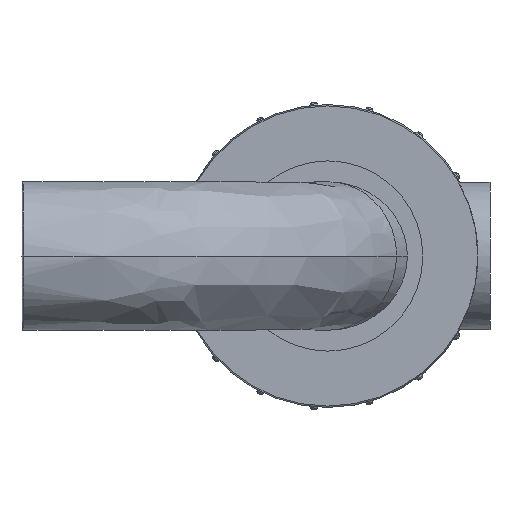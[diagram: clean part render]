
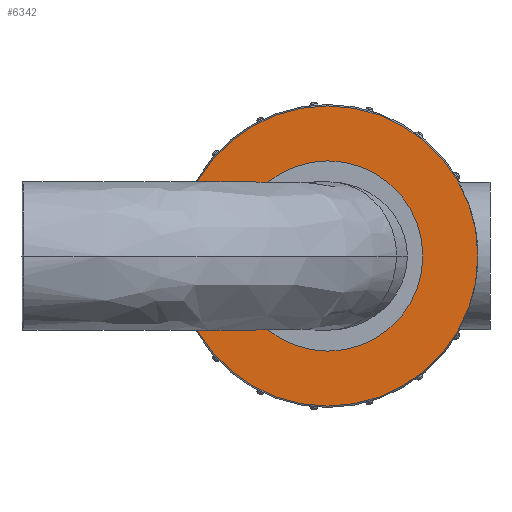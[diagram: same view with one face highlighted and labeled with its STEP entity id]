
A CAD part, front view. The second image highlights one B-rep face of the part: STEP entity #6342.
In plain terms, the highlighted planar face has unit normal (0, -1, 0).
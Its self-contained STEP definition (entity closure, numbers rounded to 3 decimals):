
#1466 = CIRCLE ( 'NONE', #11115, 3.581 ) ;
#2058 = CIRCLE ( 'NONE', #10973, 3.581 ) ;
#2091 = CIRCLE ( 'NONE', #5021, 5.651 ) ;
#3052 = AXIS2_PLACEMENT_3D ( 'NONE', #9507, #21339, #11188 ) ;
#3717 = DIRECTION ( 'NONE',  ( 0., 1., 0. ) ) ;
#3976 = ORIENTED_EDGE ( 'NONE', *, *, #18315, .T. ) ;
#4987 = ORIENTED_EDGE ( 'NONE', *, *, #8792, .F. ) ;
#5021 = AXIS2_PLACEMENT_3D ( 'NONE', #6452, #18319, #8167 ) ;
#5278 = DIRECTION ( 'NONE',  ( 0., 0., -1. ) ) ;
#6182 = EDGE_CURVE ( 'NONE', #16458, #20634, #2091, .T. ) ;
#6342 = ADVANCED_FACE ( 'NONE', ( #10016, #13984 ), #10317, .T. ) ;
#6452 = CARTESIAN_POINT ( 'NONE',  ( 0., -94.738, 0. ) ) ;
#6514 = DIRECTION ( 'NONE',  ( 0., 1., 0. ) ) ;
#7950 = CARTESIAN_POINT ( 'NONE',  ( 0., -94.738, -3.581 ) ) ;
#8167 = DIRECTION ( 'NONE',  ( 0., 0., 1. ) ) ;
#8524 = CARTESIAN_POINT ( 'NONE',  ( 0., -94.738, 0. ) ) ;
#8678 = VERTEX_POINT ( 'NONE', #13560 ) ;
#8792 = EDGE_CURVE ( 'NONE', #20634, #16458, #19981, .T. ) ;
#8837 = CARTESIAN_POINT ( 'NONE',  ( 0., -94.738, 5.651 ) ) ;
#9507 = CARTESIAN_POINT ( 'NONE',  ( 0., -94.738, 0. ) ) ;
#10016 = FACE_OUTER_BOUND ( 'NONE', #17400, .T. ) ;
#10317 = PLANE ( 'NONE',  #11489 ) ;
#10973 = AXIS2_PLACEMENT_3D ( 'NONE', #16666, #6514, #18373 ) ;
#11115 = AXIS2_PLACEMENT_3D ( 'NONE', #13831, #3717, #15520 ) ;
#11188 = DIRECTION ( 'NONE',  ( 0., 0., 1. ) ) ;
#11489 = AXIS2_PLACEMENT_3D ( 'NONE', #8524, #15395, #5278 ) ;
#11608 = EDGE_LOOP ( 'NONE', ( #3976, #20750 ) ) ;
#13560 = CARTESIAN_POINT ( 'NONE',  ( 0., -94.738, 3.581 ) ) ;
#13831 = CARTESIAN_POINT ( 'NONE',  ( 0., -94.738, 0. ) ) ;
#13984 = FACE_BOUND ( 'NONE', #11608, .T. ) ;
#15395 = DIRECTION ( 'NONE',  ( 0., -1., 0. ) ) ;
#15520 = DIRECTION ( 'NONE',  ( 0., 0., 1. ) ) ;
#15751 = EDGE_CURVE ( 'NONE', #21000, #8678, #1466, .T. ) ;
#15962 = CARTESIAN_POINT ( 'NONE',  ( 0., -94.738, -5.651 ) ) ;
#16458 = VERTEX_POINT ( 'NONE', #8837 ) ;
#16666 = CARTESIAN_POINT ( 'NONE',  ( 0., -94.738, 0. ) ) ;
#16904 = ORIENTED_EDGE ( 'NONE', *, *, #6182, .F. ) ;
#17400 = EDGE_LOOP ( 'NONE', ( #16904, #4987 ) ) ;
#18315 = EDGE_CURVE ( 'NONE', #8678, #21000, #2058, .T. ) ;
#18319 = DIRECTION ( 'NONE',  ( 0., 1., 0. ) ) ;
#18373 = DIRECTION ( 'NONE',  ( 0., 0., 1. ) ) ;
#19981 = CIRCLE ( 'NONE', #3052, 5.651 ) ;
#20634 = VERTEX_POINT ( 'NONE', #15962 ) ;
#20750 = ORIENTED_EDGE ( 'NONE', *, *, #15751, .T. ) ;
#21000 = VERTEX_POINT ( 'NONE', #7950 ) ;
#21339 = DIRECTION ( 'NONE',  ( 0., 1., 0. ) ) ;
